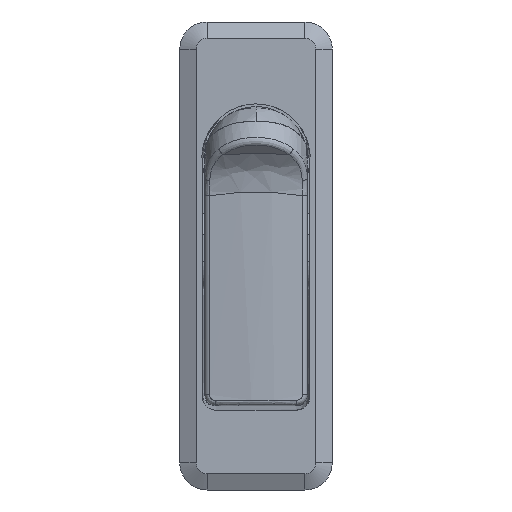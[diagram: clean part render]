
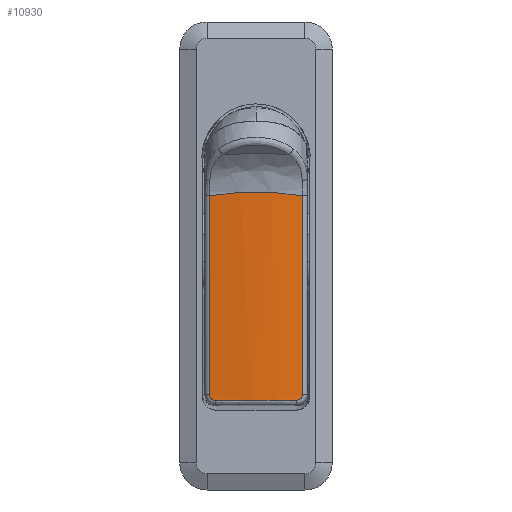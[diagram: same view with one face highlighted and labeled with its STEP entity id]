
A CAD part, front view. The second image highlights one B-rep face of the part: STEP entity #10930.
In plain terms, the highlighted free-form (B-spline) face has degree [1, 2] with [2, 3] control points.
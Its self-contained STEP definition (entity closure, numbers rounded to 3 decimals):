
#7962=CARTESIAN_POINT('',(-3.389,-8.542,-6.926));
#7963=VERTEX_POINT('',#7962);
#8018=CARTESIAN_POINT('',(-3.389,-8.542,-43.5));
#8019=VERTEX_POINT('',#8018);
#8041=CARTESIAN_POINT('',(-3.389,-8.542,-43.5));
#8042=CARTESIAN_POINT('',(-3.389,-8.542,-6.926));
#8043=QUASI_UNIFORM_CURVE('',1,(#8041,#8042),.UNSPECIFIED.,.F.,.U.);
#8044=EDGE_CURVE('',#8019,#7963,#8043,.T.);
#8263=CARTESIAN_POINT('',(-3.526,-7.525,-44.5));
#8264=VERTEX_POINT('',#8263);
#8313=CARTESIAN_POINT('',(-3.526,-7.525,-44.5));
#8314=CARTESIAN_POINT('',(-3.518,-7.592,-44.5));
#8315=CARTESIAN_POINT('',(-3.509,-7.657,-44.494));
#8316=CARTESIAN_POINT('',(-3.497,-7.755,-44.475));
#8317=CARTESIAN_POINT('',(-3.493,-7.787,-44.467));
#8318=CARTESIAN_POINT('',(-3.484,-7.85,-44.448));
#8319=CARTESIAN_POINT('',(-3.476,-7.912,-44.427));
#8320=CARTESIAN_POINT('',(-3.468,-7.972,-44.399));
#8321=CARTESIAN_POINT('',(-3.46,-8.03,-44.369));
#8322=CARTESIAN_POINT('',(-3.456,-8.059,-44.352));
#8323=CARTESIAN_POINT('',(-3.445,-8.142,-44.298));
#8324=CARTESIAN_POINT('',(-3.438,-8.193,-44.257));
#8325=CARTESIAN_POINT('',(-3.428,-8.264,-44.188));
#8326=CARTESIAN_POINT('',(-3.425,-8.286,-44.164));
#8327=CARTESIAN_POINT('',(-3.419,-8.329,-44.114));
#8328=CARTESIAN_POINT('',(-3.416,-8.349,-44.087));
#8329=CARTESIAN_POINT('',(-3.408,-8.405,-44.005));
#8330=CARTESIAN_POINT('',(-3.404,-8.437,-43.948));
#8331=CARTESIAN_POINT('',(-3.398,-8.476,-43.856));
#8332=CARTESIAN_POINT('',(-3.397,-8.488,-43.825));
#8333=CARTESIAN_POINT('',(-3.394,-8.508,-43.762));
#8334=CARTESIAN_POINT('',(-3.393,-8.516,-43.73));
#8335=CARTESIAN_POINT('',(-3.39,-8.536,-43.633));
#8336=CARTESIAN_POINT('',(-3.389,-8.542,-43.567));
#8337=CARTESIAN_POINT('',(-3.389,-8.542,-43.5));
#8338=B_SPLINE_CURVE_WITH_KNOTS('',3,(#8313,#8314,#8315,#8316,#8317,#8318,#8319,#8320,#8321,#8322,#8323,#8324,#8325,#8326,#8327,#8328,#8329,#8330,#8331,#8332,#8333,#8334,#8335,#8336,#8337),.UNSPECIFIED.,.F.,.U.,(4,2,2,1,2,2,2,2,2,2,2,2,4),(0.0,0.125,0.188,0.25,0.313,0.375,0.5,0.562,0.625,0.75,0.812,0.875,1.0),.UNSPECIFIED.);
#8339=EDGE_CURVE('',#8264,#8019,#8338,.T.);
#8461=CARTESIAN_POINT('',(-3.526,7.525,-44.5));
#8462=VERTEX_POINT('',#8461);
#8494=CARTESIAN_POINT('',(-3.526,7.525,-44.5));
#8495=CARTESIAN_POINT('',(-3.685,6.271,-44.5));
#8496=CARTESIAN_POINT('',(-3.803,5.017,-44.5));
#8497=CARTESIAN_POINT('',(-3.961,2.508,-44.5));
#8498=CARTESIAN_POINT('',(-4.039,0.,-44.5));
#8499=CARTESIAN_POINT('',(-3.961,-2.508,-44.5));
#8500=CARTESIAN_POINT('',(-3.803,-5.017,-44.5));
#8501=CARTESIAN_POINT('',(-3.685,-6.271,-44.5));
#8502=CARTESIAN_POINT('',(-3.526,-7.525,-44.5));
#8503=B_SPLINE_CURVE_WITH_KNOTS('',3,(#8494,#8495,#8496,#8497,#8498,#8499,#8500,#8501,#8502),.UNSPECIFIED.,.F.,.U.,(4,2,1,2,4),(0.0,0.25,0.5,0.75,1.0),.UNSPECIFIED.);
#8504=EDGE_CURVE('',#8462,#8264,#8503,.T.);
#8708=CARTESIAN_POINT('',(-3.389,8.542,-43.5));
#8709=VERTEX_POINT('',#8708);
#8754=CARTESIAN_POINT('',(-3.389,8.542,-43.5));
#8755=CARTESIAN_POINT('',(-3.389,8.542,-43.567));
#8756=CARTESIAN_POINT('',(-3.39,8.536,-43.633));
#8757=CARTESIAN_POINT('',(-3.394,8.509,-43.764));
#8758=CARTESIAN_POINT('',(-3.396,8.489,-43.827));
#8759=CARTESIAN_POINT('',(-3.402,8.45,-43.918));
#8760=CARTESIAN_POINT('',(-3.404,8.435,-43.948));
#8761=CARTESIAN_POINT('',(-3.409,8.403,-44.006));
#8762=CARTESIAN_POINT('',(-3.411,8.386,-44.034));
#8763=CARTESIAN_POINT('',(-3.419,8.329,-44.116));
#8764=CARTESIAN_POINT('',(-3.425,8.287,-44.166));
#8765=CARTESIAN_POINT('',(-3.438,8.193,-44.258));
#8766=CARTESIAN_POINT('',(-3.445,8.14,-44.299));
#8767=CARTESIAN_POINT('',(-3.46,8.03,-44.371));
#8768=CARTESIAN_POINT('',(-3.468,7.972,-44.401));
#8769=CARTESIAN_POINT('',(-3.48,7.88,-44.438));
#8770=CARTESIAN_POINT('',(-3.484,7.849,-44.449));
#8771=CARTESIAN_POINT('',(-3.493,7.785,-44.467));
#8772=CARTESIAN_POINT('',(-3.497,7.753,-44.475));
#8773=CARTESIAN_POINT('',(-3.509,7.657,-44.494));
#8774=CARTESIAN_POINT('',(-3.518,7.592,-44.5));
#8775=CARTESIAN_POINT('',(-3.526,7.525,-44.5));
#8776=B_SPLINE_CURVE_WITH_KNOTS('',3,(#8754,#8755,#8756,#8757,#8758,#8759,#8760,#8761,#8762,#8763,#8764,#8765,#8766,#8767,#8768,#8769,#8770,#8771,#8772,#8773,#8774,#8775),.UNSPECIFIED.,.F.,.U.,(4,2,2,2,2,2,2,2,2,2,4),(0.0,0.125,0.25,0.313,0.375,0.5,0.625,0.75,0.813,0.875,1.0),.UNSPECIFIED.);
#8777=EDGE_CURVE('',#8709,#8462,#8776,.T.);
#8832=CARTESIAN_POINT('',(-3.389,8.542,-6.926));
#8833=VERTEX_POINT('',#8832);
#8888=CARTESIAN_POINT('',(-3.389,8.542,-6.926));
#8889=CARTESIAN_POINT('',(-3.389,8.542,-43.5));
#8890=QUASI_UNIFORM_CURVE('',1,(#8888,#8889),.UNSPECIFIED.,.F.,.U.);
#8891=EDGE_CURVE('',#8833,#8709,#8890,.T.);
#10556=CARTESIAN_POINT('',(-3.389,-8.542,-6.926));
#10557=CARTESIAN_POINT('',(-4.618,0.,-5.493));
#10558=CARTESIAN_POINT('',(-3.389,8.542,-6.926));
#10566=(BOUNDED_CURVE()B_SPLINE_CURVE(2,(#10556,#10557,#10558),.UNSPECIFIED.,.F.,.U.)CURVE()GEOMETRIC_REPRESENTATION_ITEM()QUASI_UNIFORM_CURVE()RATIONAL_B_SPLINE_CURVE((1.0,0.99,1.0))REPRESENTATION_ITEM(''));
#10567=EDGE_CURVE('',#7963,#8833,#10566,.T.);
#10908=CARTESIAN_POINT('',(-3.261,9.385,-5.256));
#10909=CARTESIAN_POINT('',(-3.261,9.385,-45.481));
#10910=CARTESIAN_POINT('',(-4.748,-0.001,-5.256));
#10911=CARTESIAN_POINT('',(-4.748,-0.001,-45.481));
#10912=CARTESIAN_POINT('',(-3.261,-9.387,-5.256));
#10913=CARTESIAN_POINT('',(-3.261,-9.387,-45.481));
#10921=(BOUNDED_SURFACE()B_SPLINE_SURFACE(1,2,((#10908,#10910,#10912),(#10909,#10911,#10913)),.UNSPECIFIED.,.F.,.F.,.U.)B_SPLINE_SURFACE_WITH_KNOTS((2,2),(3,3),(0.0,40.225),(0.0,18.888),.UNSPECIFIED.)GEOMETRIC_REPRESENTATION_ITEM()RATIONAL_B_SPLINE_SURFACE(((0.998,0.985,0.996),(0.998,0.985,0.996)))REPRESENTATION_ITEM('')SURFACE());
#10922=ORIENTED_EDGE('',*,*,#8339,.T.);
#10923=ORIENTED_EDGE('',*,*,#8044,.T.);
#10924=ORIENTED_EDGE('',*,*,#10567,.T.);
#10925=ORIENTED_EDGE('',*,*,#8891,.T.);
#10926=ORIENTED_EDGE('',*,*,#8777,.T.);
#10927=ORIENTED_EDGE('',*,*,#8504,.T.);
#10928=EDGE_LOOP('',(#10922,#10923,#10924,#10925,#10926,#10927));
#10929=FACE_OUTER_BOUND('',#10928,.T.);
#10930=ADVANCED_FACE('',(#10929),#10921,.T.);
